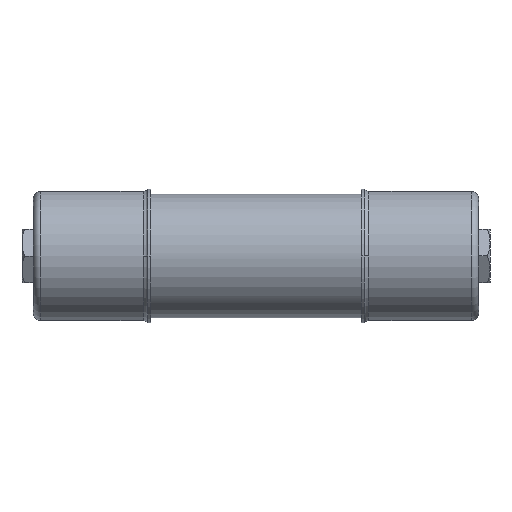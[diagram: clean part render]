
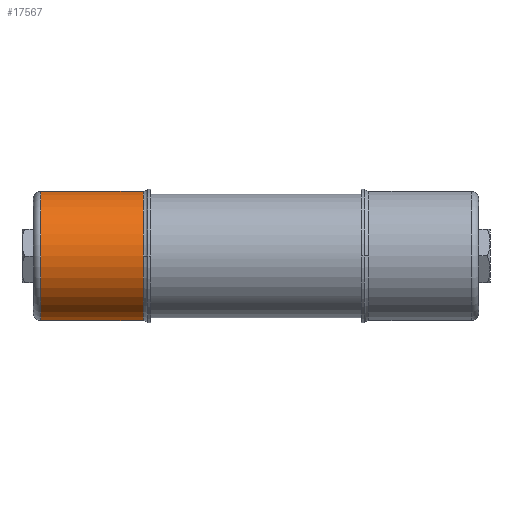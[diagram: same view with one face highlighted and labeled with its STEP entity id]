
A CAD part, front view. The second image highlights one B-rep face of the part: STEP entity #17567.
In plain terms, the highlighted cylindrical face has radius 38.075 mm (diameter 76.149 mm), a partial arc.
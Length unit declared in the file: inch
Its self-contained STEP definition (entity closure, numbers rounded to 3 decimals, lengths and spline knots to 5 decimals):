
#185 = AXIS2_PLACEMENT_3D ( 'NONE', #22048, #7987, #37831 ) ;
#676 = AXIS2_PLACEMENT_3D ( 'NONE', #12895, #16625, #20401 ) ;
#2441 = DIRECTION ( 'NONE',  ( 0., 0., -1. ) ) ;
#2944 = DIRECTION ( 'NONE',  ( 0., 0., -1. ) ) ;
#5256 = ORIENTED_EDGE ( 'NONE', *, *, #40239, .F. ) ;
#6089 = ORIENTED_EDGE ( 'NONE', *, *, #25774, .F. ) ;
#7987 = DIRECTION ( 'NONE',  ( 1., 0., 0. ) ) ;
#8208 = CARTESIAN_POINT ( 'NONE',  ( -2.62138, -6.624, -1.499 ) ) ;
#9349 = CARTESIAN_POINT ( 'NONE',  ( -5.005, -6.624, -1.499 ) ) ;
#10082 = EDGE_CURVE ( 'NONE', #37634, #33888, #33916, .T. ) ;
#10419 = DIRECTION ( 'NONE',  ( 1., 0., 0. ) ) ;
#10557 = CARTESIAN_POINT ( 'NONE',  ( -2.62138, -6.624, 1.499 ) ) ;
#12895 = CARTESIAN_POINT ( 'NONE',  ( -5.005, -6.624, 0. ) ) ;
#13986 = CIRCLE ( 'NONE', #676, 1.499 ) ;
#14361 = EDGE_LOOP ( 'NONE', ( #41316, #32694, #41055, #6089, #5256 ) ) ;
#15005 = AXIS2_PLACEMENT_3D ( 'NONE', #22021, #28364, #2441 ) ;
#15946 = VERTEX_POINT ( 'NONE', #35024 ) ;
#16384 = EDGE_CURVE ( 'NONE', #33077, #37634, #13986, .T. ) ;
#16625 = DIRECTION ( 'NONE',  ( 1., 0., 0. ) ) ;
#17567 = ADVANCED_FACE ( 'NONE', ( #41749 ), #25338, .T. ) ;
#17864 = CIRCLE ( 'NONE', #15005, 1.499 ) ;
#20401 = DIRECTION ( 'NONE',  ( 0., 0., -1. ) ) ;
#22021 = CARTESIAN_POINT ( 'NONE',  ( -2.62138, -6.624, 0. ) ) ;
#22048 = CARTESIAN_POINT ( 'NONE',  ( -5.115, -6.624, 0. ) ) ;
#23176 = DIRECTION ( 'NONE',  ( 1., 0., 0. ) ) ;
#23313 = LINE ( 'NONE', #36658, #41661 ) ;
#24341 = VERTEX_POINT ( 'NONE', #10557 ) ;
#25297 = EDGE_CURVE ( 'NONE', #33077, #24341, #23313, .T. ) ;
#25338 = CYLINDRICAL_SURFACE ( 'NONE', #185, 1.499 ) ;
#25774 = EDGE_CURVE ( 'NONE', #15946, #33888, #28444, .T. ) ;
#26599 = VECTOR ( 'NONE', #10419, 39.37008 ) ;
#28364 = DIRECTION ( 'NONE',  ( 1., 0., 0. ) ) ;
#28444 = CIRCLE ( 'NONE', #42385, 1.499 ) ;
#32694 = ORIENTED_EDGE ( 'NONE', *, *, #16384, .T. ) ;
#33077 = VERTEX_POINT ( 'NONE', #38348 ) ;
#33888 = VERTEX_POINT ( 'NONE', #8208 ) ;
#33916 = LINE ( 'NONE', #40496, #26599 ) ;
#35024 = CARTESIAN_POINT ( 'NONE',  ( -2.62138, -8.123, 0. ) ) ;
#36658 = CARTESIAN_POINT ( 'NONE',  ( -5.115, -6.624, 1.499 ) ) ;
#37634 = VERTEX_POINT ( 'NONE', #9349 ) ;
#37831 = DIRECTION ( 'NONE',  ( 0., 0., -1. ) ) ;
#38348 = CARTESIAN_POINT ( 'NONE',  ( -5.005, -6.624, 1.499 ) ) ;
#40239 = EDGE_CURVE ( 'NONE', #24341, #15946, #17864, .T. ) ;
#40247 = CARTESIAN_POINT ( 'NONE',  ( -2.62138, -6.624, 0. ) ) ;
#40496 = CARTESIAN_POINT ( 'NONE',  ( -5.115, -6.624, -1.499 ) ) ;
#40577 = DIRECTION ( 'NONE',  ( 1., 0., 0. ) ) ;
#41055 = ORIENTED_EDGE ( 'NONE', *, *, #10082, .T. ) ;
#41316 = ORIENTED_EDGE ( 'NONE', *, *, #25297, .F. ) ;
#41661 = VECTOR ( 'NONE', #40577, 39.37008 ) ;
#41749 = FACE_OUTER_BOUND ( 'NONE', #14361, .T. ) ;
#42385 = AXIS2_PLACEMENT_3D ( 'NONE', #40247, #23176, #2944 ) ;
